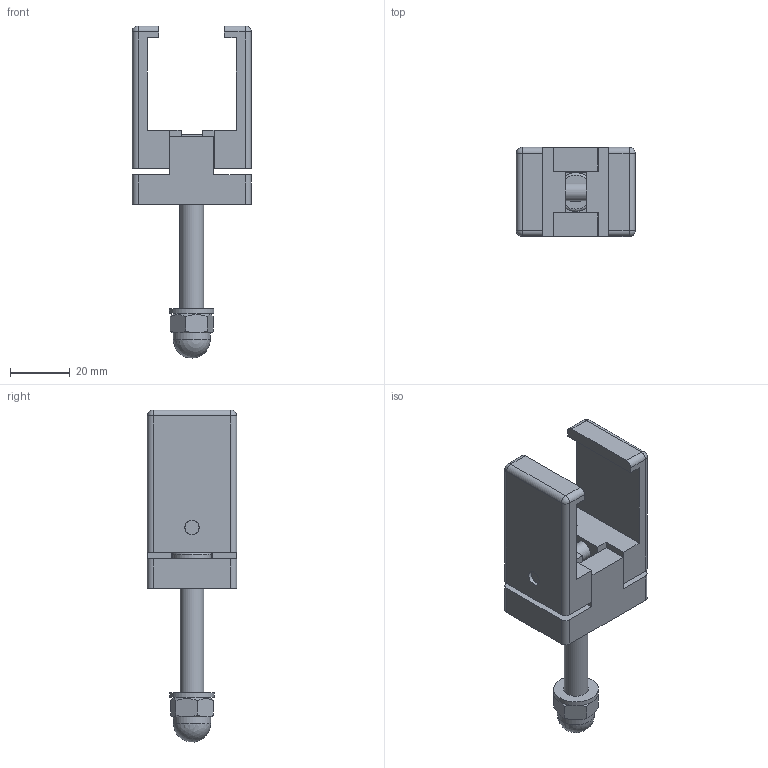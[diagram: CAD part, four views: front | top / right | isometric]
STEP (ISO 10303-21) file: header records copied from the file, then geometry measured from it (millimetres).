
FILE_DESCRIPTION(/* description */ ('-'),/* implementation_level */ '2;1');
FILE_NAME(/* name */ 'a2aacb3b-bad1-425b-b34c-82c9c10fe897.stp',/* time_stamp */ '2021-07-08T11:33:39+02:00',/* author */ ('-'),/* organization */ ('Carl Stahl'),/* preprocessor_version */ 'ST-DEVELOPER v18',/* originating_system */ 'Autodesk Inventor 2020',/* authorisation */ '-');
FILE_SCHEMA (('AUTOMOTIVE_DESIGN { 1 0 10303 214 3 1 1 }'));
Length unit declared in the file: millimetre
Products named in the file (9): CX3-43030-EFx; CX3-43030; CX3-43030-01; CX3-43030-02; CX3-43030-03; DIN 7984 - M6 x 35; DIN 912 - M8 x 50; DIN 1587 - M8; ISO 7092 - ST 8 - 140 HV
Assembly tree (8 placements, depth 3):
  CX3-43030-EFx
    CX3-43030
      CX3-43030-01
      CX3-43030-02
      CX3-43030-03
      DIN 7984 - M6 x 35
    DIN 912 - M8 x 50
    DIN 1587 - M8
    ISO 7092 - ST 8 - 140 HV
Bounding box: 40.2 x 30 x 111.55 mm (x, y, z)
Volume: 39759.8 mm3; surface area: 19510.1 mm2
Topology: 7 solids, 7 shells, 147 faces, 370 edges, 245 vertices
Faces by surface type: plane 87, cylinder 38, cone 13, sphere 5, torus 4
Full cylindrical faces by diameter (mm): 3 x2, 4.917 x1, 6 x1, 6.6 x1, 6.647 x1, 8 x1, 8.4 x1, 9 x1, 10 x1, 11 x1, 12.5 x1, 13 x1, 15 x1
Entity records: 4731 total; most frequent: CARTESIAN_POINT 838, DIRECTION 781, ORIENTED_EDGE 730, EDGE_CURVE 365, AXIS2_PLACEMENT_3D 284, VERTEX_POINT 245, LINE 213, VECTOR 213
